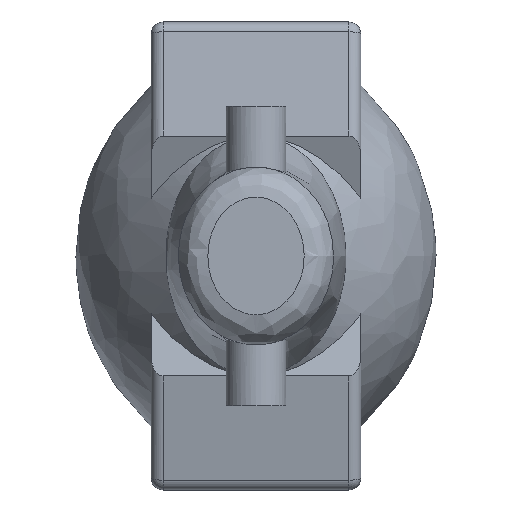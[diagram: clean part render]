
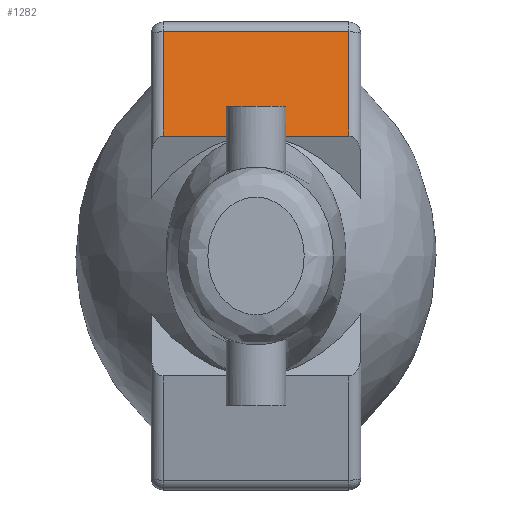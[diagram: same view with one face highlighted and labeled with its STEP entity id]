
A CAD part, front view. The second image highlights one B-rep face of the part: STEP entity #1282.
In plain terms, the highlighted planar face has unit normal (0, -0.985, 0.174).
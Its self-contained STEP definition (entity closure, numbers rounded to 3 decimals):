
#91=PLANE('',#1413);
#149=FACE_OUTER_BOUND('',#232,.T.);
#232=EDGE_LOOP('',(#945,#946,#947,#948,#949));
#351=LINE('',#2199,#430);
#354=LINE('',#2213,#433);
#355=LINE('',#2217,#434);
#356=LINE('',#2219,#435);
#357=LINE('',#2220,#436);
#430=VECTOR('',#1624,10.);
#433=VECTOR('',#1645,10.);
#434=VECTOR('',#1650,10.);
#435=VECTOR('',#1651,10.);
#436=VECTOR('',#1652,10.);
#566=VERTEX_POINT('',#2196);
#567=VERTEX_POINT('',#2198);
#569=VERTEX_POINT('',#2212);
#570=VERTEX_POINT('',#2216);
#571=VERTEX_POINT('',#2218);
#704=EDGE_CURVE('',#566,#567,#351,.T.);
#712=EDGE_CURVE('',#567,#569,#354,.T.);
#714=EDGE_CURVE('',#570,#566,#355,.T.);
#715=EDGE_CURVE('',#570,#571,#356,.T.);
#716=EDGE_CURVE('',#571,#569,#357,.T.);
#945=ORIENTED_EDGE('',*,*,#704,.F.);
#946=ORIENTED_EDGE('',*,*,#714,.F.);
#947=ORIENTED_EDGE('',*,*,#715,.T.);
#948=ORIENTED_EDGE('',*,*,#716,.T.);
#949=ORIENTED_EDGE('',*,*,#712,.F.);
#1282=ADVANCED_FACE('',(#149),#91,.T.);
#1413=AXIS2_PLACEMENT_3D('',#2215,#1648,#1649);
#1624=DIRECTION('',(1.,0.,0.));
#1645=DIRECTION('',(0.,-0.174,-0.985));
#1648=DIRECTION('center_axis',(0.,-0.985,0.174));
#1649=DIRECTION('ref_axis',(0.,-0.174,-0.985));
#1650=DIRECTION('',(0.,0.174,0.985));
#1651=DIRECTION('',(1.,0.,0.));
#1652=DIRECTION('',(1.,0.,0.));
#2196=CARTESIAN_POINT('',(-15.5,3.059,37.349));
#2198=CARTESIAN_POINT('',(15.5,3.059,37.349));
#2199=CARTESIAN_POINT('',(0.,3.059,37.349));
#2212=CARTESIAN_POINT('',(15.5,0.,20.));
#2213=CARTESIAN_POINT('',(15.5,0.479,22.715));
#2215=CARTESIAN_POINT('Origin',(0.,3.473,39.696));
#2216=CARTESIAN_POINT('',(-15.5,0.,20.));
#2217=CARTESIAN_POINT('',(-15.5,0.479,22.715));
#2218=CARTESIAN_POINT('',(0.,0.,20.));
#2219=CARTESIAN_POINT('',(0.,0.,20.));
#2220=CARTESIAN_POINT('',(0.,0.,20.));
